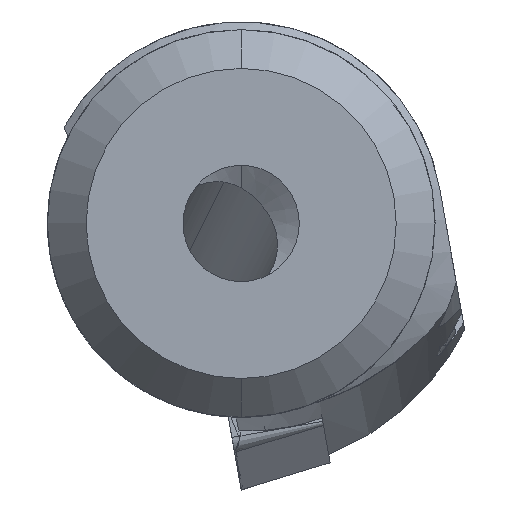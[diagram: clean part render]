
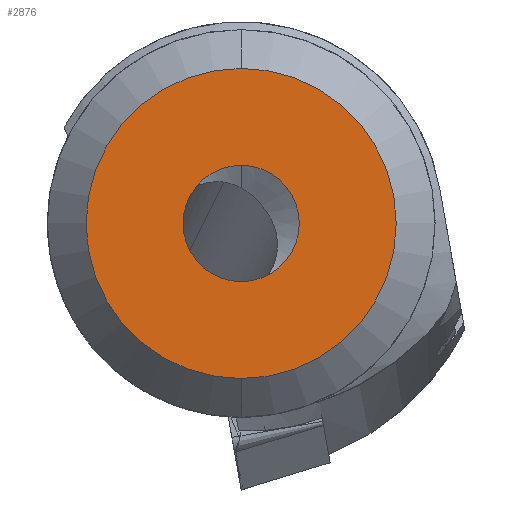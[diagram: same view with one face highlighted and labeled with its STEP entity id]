
A CAD part, left-side view. The second image highlights one B-rep face of the part: STEP entity #2876.
In plain terms, the highlighted planar face has unit normal (-1, 0, 0).
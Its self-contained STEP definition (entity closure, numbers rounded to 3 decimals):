
#48 = VERTEX_POINT ( 'NONE', #2007 ) ;
#65 = DIRECTION ( 'NONE',  ( -1., 0., 0. ) ) ;
#73 = CARTESIAN_POINT ( 'NONE',  ( -120., 0., 0. ) ) ;
#84 = DIRECTION ( 'NONE',  ( 0., 0., 1. ) ) ;
#93 = VERTEX_POINT ( 'NONE', #1994 ) ;
#473 = DIRECTION ( 'NONE',  ( 1., 0., 0. ) ) ;
#563 = DIRECTION ( 'NONE',  ( 0., 0., -1. ) ) ;
#586 = CARTESIAN_POINT ( 'NONE',  ( -120., 1.5, 0. ) ) ;
#597 = PLANE ( 'NONE',  #2795 ) ;
#907 = CARTESIAN_POINT ( 'NONE',  ( -120., 0., 4. ) ) ;
#1079 = CARTESIAN_POINT ( 'NONE',  ( -120., 0., -4. ) ) ;
#1328 = FACE_BOUND ( 'NONE', #3490, .T. ) ;
#1418 = FACE_OUTER_BOUND ( 'NONE', #3926, .T. ) ;
#1642 = CARTESIAN_POINT ( 'NONE',  ( -120., 0., 0. ) ) ;
#1643 = DIRECTION ( 'NONE',  ( -1., 0., 0. ) ) ;
#1648 = DIRECTION ( 'NONE',  ( 0., 0., 1. ) ) ;
#1653 = DIRECTION ( 'NONE',  ( 0., 0., 1. ) ) ;
#1685 = CARTESIAN_POINT ( 'NONE',  ( -120., 0., 0. ) ) ;
#1714 = DIRECTION ( 'NONE',  ( -1., 0., 0. ) ) ;
#1718 = DIRECTION ( 'NONE',  ( 0., 0., 1. ) ) ;
#1719 = DIRECTION ( 'NONE',  ( -1., 0., 0. ) ) ;
#1720 = CARTESIAN_POINT ( 'NONE',  ( -120., 0., 0. ) ) ;
#1866 = CIRCLE ( 'NONE', #2375, 4. ) ;
#1994 = CARTESIAN_POINT ( 'NONE',  ( -120., 0., 1.5 ) ) ;
#2007 = CARTESIAN_POINT ( 'NONE',  ( -120., 0., -1.5 ) ) ;
#2375 = AXIS2_PLACEMENT_3D ( 'NONE', #73, #65, #84 ) ;
#2377 = AXIS2_PLACEMENT_3D ( 'NONE', #1720, #1719, #1718 ) ;
#2380 = AXIS2_PLACEMENT_3D ( 'NONE', #1685, #1714, #1653 ) ;
#2381 = AXIS2_PLACEMENT_3D ( 'NONE', #1642, #1643, #1648 ) ;
#2795 = AXIS2_PLACEMENT_3D ( 'NONE', #586, #473, #563 ) ;
#2876 = ADVANCED_FACE ( 'NONE', ( #1328, #1418 ), #597, .F. ) ;
#3034 = EDGE_CURVE ( 'NONE', #3445, #4753, #1866, .T. ) ;
#3039 = EDGE_CURVE ( 'NONE', #48, #93, #4575, .T. ) ;
#3045 = EDGE_CURVE ( 'NONE', #93, #48, #4548, .T. ) ;
#3046 = EDGE_CURVE ( 'NONE', #4753, #3445, #4648, .T. ) ;
#3445 = VERTEX_POINT ( 'NONE', #907 ) ;
#3490 = EDGE_LOOP ( 'NONE', ( #3905, #3947 ) ) ;
#3502 = ORIENTED_EDGE ( 'NONE', *, *, #3046, .T. ) ;
#3844 = ORIENTED_EDGE ( 'NONE', *, *, #3034, .T. ) ;
#3905 = ORIENTED_EDGE ( 'NONE', *, *, #3045, .F. ) ;
#3926 = EDGE_LOOP ( 'NONE', ( #3502, #3844 ) ) ;
#3947 = ORIENTED_EDGE ( 'NONE', *, *, #3039, .F. ) ;
#4548 = CIRCLE ( 'NONE', #2380, 1.5 ) ;
#4575 = CIRCLE ( 'NONE', #2377, 1.5 ) ;
#4648 = CIRCLE ( 'NONE', #2381, 4. ) ;
#4753 = VERTEX_POINT ( 'NONE', #1079 ) ;
